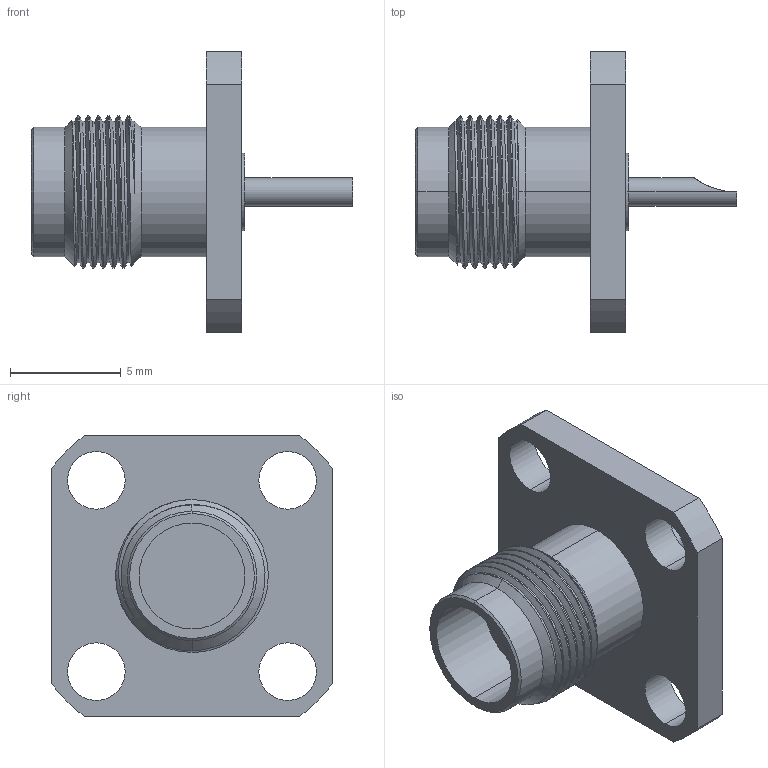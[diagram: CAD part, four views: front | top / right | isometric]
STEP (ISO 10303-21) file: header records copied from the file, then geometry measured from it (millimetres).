
FILE_DESCRIPTION (( 'STEP AP214' ), '1' );
FILE_NAME ('FMCN45940_3D.step', '2023-08-18T22:53:56', ( '' ), ( '' ), 'SwSTEP 2.0', 'SolidWorks 2022', '' );
FILE_SCHEMA (( 'AUTOMOTIVE_DESIGN' ));
Length unit declared in the file: inch
Products named in the file (1): FMCN45940_3D
Bounding box: 14.5 x 12.7 x 12.7 mm (x, y, z)
Volume: 402.4 mm3; surface area: 664.7 mm2
Topology: 1 solids, 1 shells, 78 faces, 186 edges, 121 vertices
Faces by surface type: cylinder 51, plane 18, cone 6, bspline 3
Entity records: 3647 total; most frequent: CARTESIAN_POINT 1823, DIRECTION 373, ORIENTED_EDGE 372, EDGE_CURVE 186, AXIS2_PLACEMENT_3D 152, VERTEX_POINT 121, EDGE_LOOP 97, ADVANCED_FACE 78
